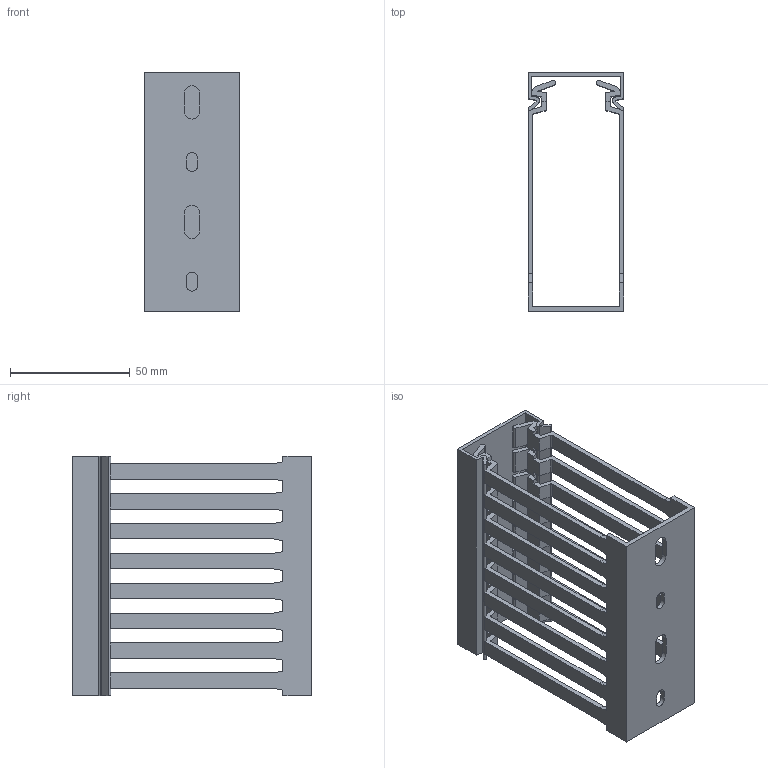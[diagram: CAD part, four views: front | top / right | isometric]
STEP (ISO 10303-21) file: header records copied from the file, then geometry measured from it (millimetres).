
FILE_DESCRIPTION((''),'2;1');
FILE_NAME('HA7100040_ASM','2022-04-08T08:53:47',('pfeiferc'),(''),'CREO PARAMETRIC BY PTC INC, 2021184','CREO PARAMETRIC BY PTC INC, 2021184','');
FILE_SCHEMA(('AUTOMOTIVE_DESIGN { 1 0 10303 214 1 1 1 1 }'));
Length unit declared in the file: millimetre
Products named in the file (3): PROXY_20612-M; PROXY_21058-M; HA7100040_ASM
Assembly tree (2 placements, depth 2):
  HA7100040_ASM
    PROXY_20612-M
    PROXY_21058-M
Bounding box: 40.1 x 100 x 100 mm (x, y, z)
Volume: 45045.2 mm3; surface area: 56853.5 mm2
Topology: 2 solids, 2 shells, 368 faces, 1092 edges, 728 vertices
Faces by surface type: plane 306, cylinder 62
Entity records: 17294 total; most frequent: CARTESIAN_POINT 2344, DIRECTION 2185, ORIENTED_EDGE 2184, EDGE_CURVE 1092, PRESENTATION_STYLE_ASSIGNMENT 1047, STYLED_ITEM 1047, CURVE_STYLE 1046, VECTOR 978
